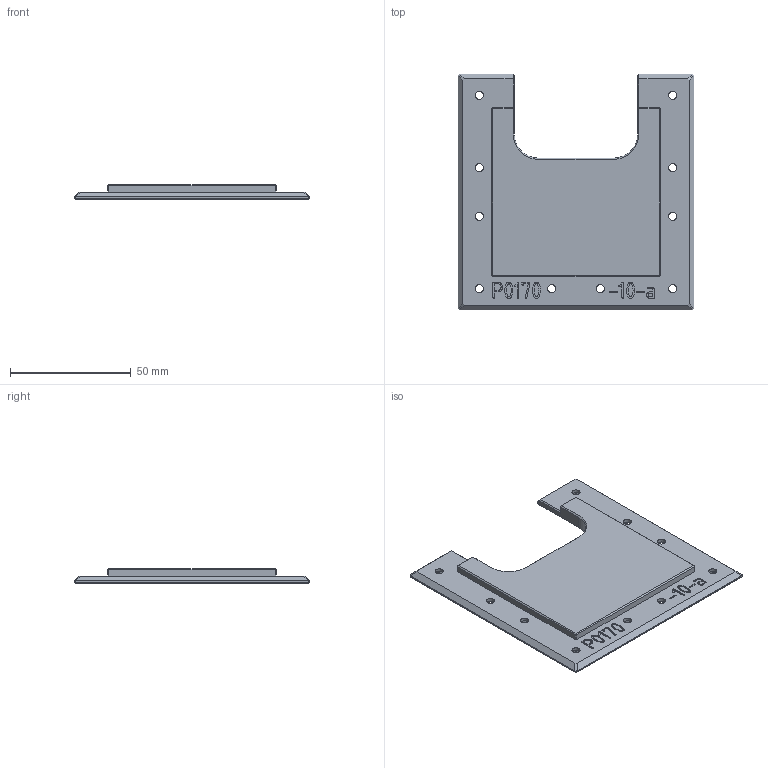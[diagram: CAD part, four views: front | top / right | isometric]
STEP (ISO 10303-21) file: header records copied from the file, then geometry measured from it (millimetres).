
FILE_DESCRIPTION(('FreeCAD Model'),'2;1');
FILE_NAME('Open CASCADE Shape Model','2023-10-06T15:46:11',(''),(''), 'Open CASCADE STEP processor 7.6','FreeCAD','Unknown');
FILE_SCHEMA(('AUTOMOTIVE_DESIGN { 1 0 10303 214 1 1 1 1 }'));
Length unit declared in the file: millimetre
Products named in the file (1): P0170-10-a_Grundplatte_100_Kabeleinlass
Bounding box: 97.6 x 97.6 x 6 mm (x, y, z)
Volume: 33659.9 mm3; surface area: 17404 mm2
Topology: 1 solids, 1 shells, 277 faces, 716 edges, 456 vertices
Faces by surface type: extrusion 138, plane 109, cone 14, cylinder 12, bspline 4
Full cylindrical faces by diameter (mm): 3.4 x10
Entity records: 18284 total; most frequent: CARTESIAN_POINT 4802, DIRECTION 1998, VECTOR 1640, LINE 1502, ORIENTED_EDGE 1432, PCURVE 1432, DEFINITIONAL_REPRESENTATION 1432, B_SPLINE_CURVE_WITH_KNOTS 722
